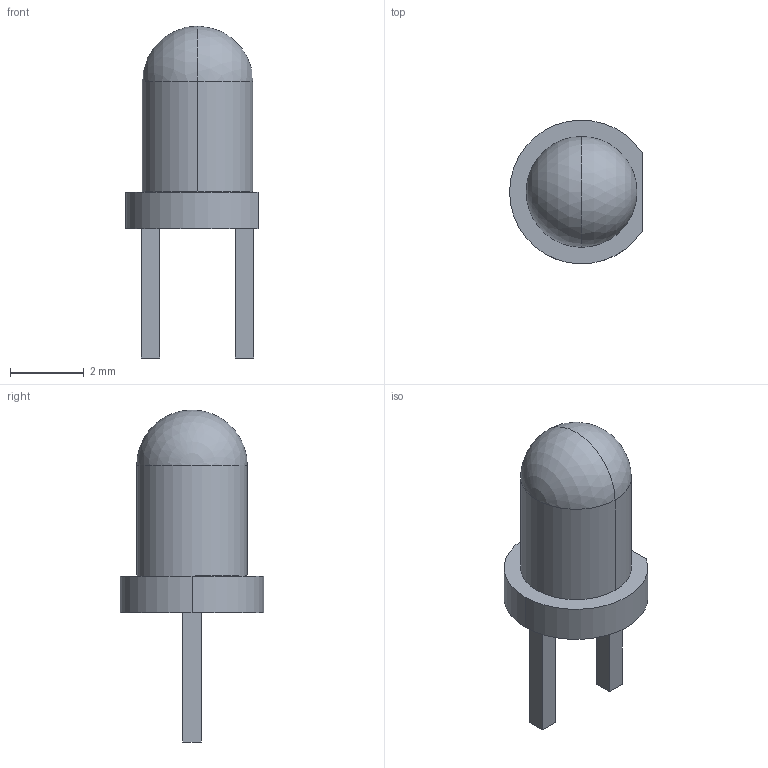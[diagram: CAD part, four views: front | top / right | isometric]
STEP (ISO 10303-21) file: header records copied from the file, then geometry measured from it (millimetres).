
FILE_DESCRIPTION (( 'STEP AP214' ), '1' );
FILE_NAME ('LED-C30x53-P254-D5-1.STEP', '2025-10-23T07:07:59', ( '' ), ( '' ), 'SwSTEP 2.0', 'SolidWorks 2020', '' );
FILE_SCHEMA (( 'AUTOMOTIVE_DESIGN' ));
Length unit declared in the file: millimetre
Products named in the file (2): LED-C30x53-P254-D5-1; LED-TH_BD3.0-P2.54-FD~LED-TH-3mm_R~HhyS.step
Assembly tree (1 placements, depth 2):
  LED-C30x53-P254-D5-1
    LED-TH_BD3.0-P2.54-FD~LED-TH-3mm_R~HhyS.step
Bounding box: 3.6 x 3.9 x 9 mm (x, y, z)
Volume: 44.4 mm3; surface area: 123 mm2
Topology: 4 solids, 4 shells, 269 faces, 723 edges, 481 vertices
Faces by surface type: plane 159, bspline 100, cylinder 6, cone 2, sphere 2
Entity records: 9318 total; most frequent: CARTESIAN_POINT 3185, ORIENTED_EDGE 1438, DIRECTION 879, EDGE_CURVE 719, VECTOR 493, LINE 493, VERTEX_POINT 479, EDGE_LOOP 290
